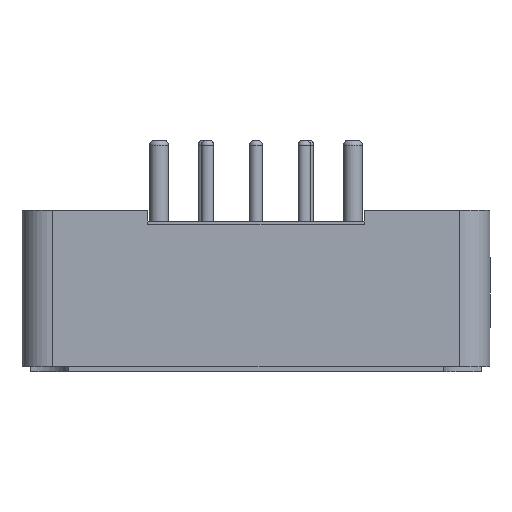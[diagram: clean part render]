
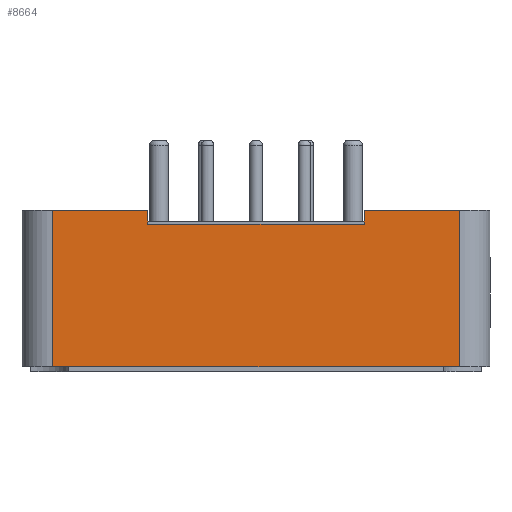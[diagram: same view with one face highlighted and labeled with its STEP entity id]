
A CAD part, front view. The second image highlights one B-rep face of the part: STEP entity #8664.
In plain terms, the highlighted face is planar.
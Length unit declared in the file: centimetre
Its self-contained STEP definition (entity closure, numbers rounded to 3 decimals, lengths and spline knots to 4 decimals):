
#653=VERTEX_POINT('',#11976);
#654=VERTEX_POINT('',#11977);
#655=VERTEX_POINT('',#11982);
#656=VERTEX_POINT('',#11983);
#657=VERTEX_POINT('',#11985);
#658=VERTEX_POINT('',#11987);
#659=VERTEX_POINT('',#11989);
#660=VERTEX_POINT('',#11991);
#1521=VECTOR('',#9805,1.);
#1522=VECTOR('',#9811,1.);
#1523=VECTOR('',#9812,1.);
#1524=VECTOR('',#9813,1.);
#1525=VECTOR('',#9814,1.);
#1526=VECTOR('',#9815,1.);
#1527=VECTOR('',#9816,1.);
#1528=VECTOR('',#9817,1.);
#2452=LINE('',#11975,#1521);
#2453=LINE('',#11981,#1522);
#2454=LINE('',#11984,#1523);
#2455=LINE('',#11986,#1524);
#2456=LINE('',#11988,#1525);
#2457=LINE('',#11990,#1526);
#2458=LINE('',#11992,#1527);
#2459=LINE('',#11993,#1528);
#3447=EDGE_CURVE('',#653,#654,#2452,.T.);
#3450=EDGE_CURVE('',#655,#656,#2453,.T.);
#3451=EDGE_CURVE('',#655,#657,#2454,.T.);
#3452=EDGE_CURVE('',#658,#657,#2455,.T.);
#3453=EDGE_CURVE('',#658,#659,#2456,.T.);
#3454=EDGE_CURVE('',#659,#660,#2457,.T.);
#3455=EDGE_CURVE('',#660,#653,#2458,.T.);
#3456=EDGE_CURVE('',#654,#656,#2459,.T.);
#4820=ORIENTED_EDGE('',*,*,#3450,.F.);
#4821=ORIENTED_EDGE('',*,*,#3451,.T.);
#4822=ORIENTED_EDGE('',*,*,#3452,.F.);
#4823=ORIENTED_EDGE('',*,*,#3453,.T.);
#4824=ORIENTED_EDGE('',*,*,#3454,.T.);
#4825=ORIENTED_EDGE('',*,*,#3455,.T.);
#4826=ORIENTED_EDGE('',*,*,#3447,.T.);
#4827=ORIENTED_EDGE('',*,*,#3456,.T.);
#7228=EDGE_LOOP('',(#4820,#4821,#4822,#4823,#4824,#4825,#4826,#4827));
#7957=FACE_BOUND('',#7228,.T.);
#8664=ADVANCED_FACE('',(#7957),#9189,.T.);
#9189=PLANE('',#15170);
#9805=DIRECTION('',(0.,0.,-1.));
#9810=DIRECTION('',(0.,1.,0.));
#9811=DIRECTION('',(0.,0.,-1.));
#9812=DIRECTION('',(1.,0.,0.));
#9813=DIRECTION('',(0.,0.,1.));
#9814=DIRECTION('',(1.,0.,0.));
#9815=DIRECTION('',(0.,0.,1.));
#9816=DIRECTION('',(1.,0.,0.));
#9817=DIRECTION('',(-1.,0.,0.));
#11975=CARTESIAN_POINT('',(1.6,2.8955,0.));
#11976=CARTESIAN_POINT('',(1.6,2.8955,1.15));
#11977=CARTESIAN_POINT('',(1.6,2.8955,-0.08));
#11980=CARTESIAN_POINT('',(0.,2.8955,0.));
#11981=CARTESIAN_POINT('',(-1.6,2.8955,0.));
#11982=CARTESIAN_POINT('',(-1.6,2.8955,1.15));
#11983=CARTESIAN_POINT('',(-1.6,2.8955,-0.08));
#11984=CARTESIAN_POINT('',(-0.8506,2.8955,1.15));
#11985=CARTESIAN_POINT('',(-0.8506,2.8955,1.15));
#11986=CARTESIAN_POINT('',(-0.8506,2.8955,1.04));
#11987=CARTESIAN_POINT('',(-0.8506,2.8955,1.04));
#11988=CARTESIAN_POINT('',(1.6,2.8955,1.04));
#11989=CARTESIAN_POINT('',(0.8506,2.8955,1.04));
#11990=CARTESIAN_POINT('',(0.8506,2.8955,1.04));
#11991=CARTESIAN_POINT('',(0.8506,2.8955,1.15));
#11992=CARTESIAN_POINT('',(0.8506,2.8955,1.15));
#11993=CARTESIAN_POINT('',(1.6,2.8955,-0.08));
#15170=AXIS2_PLACEMENT_3D('',#11980,#9810,$);
